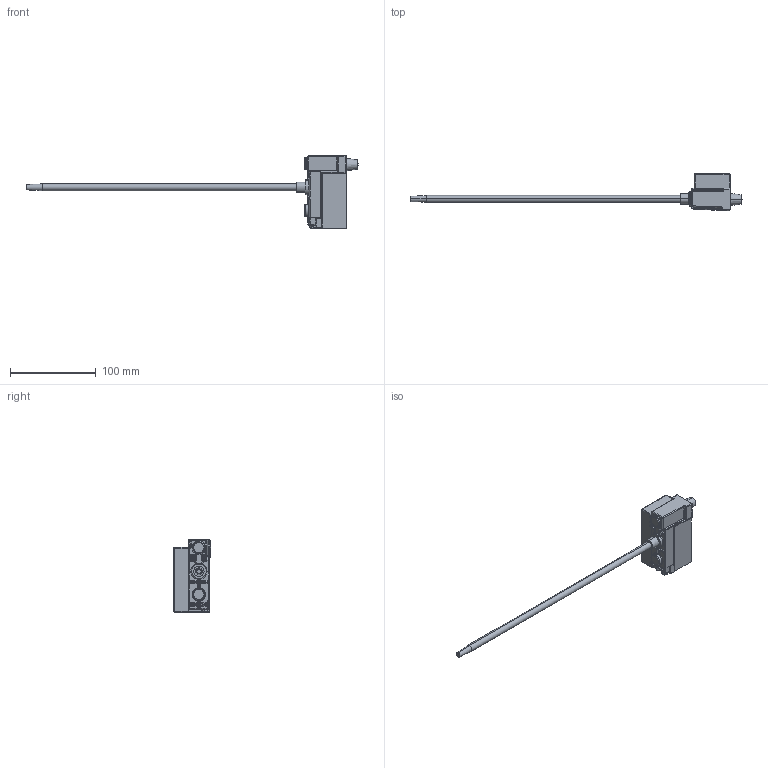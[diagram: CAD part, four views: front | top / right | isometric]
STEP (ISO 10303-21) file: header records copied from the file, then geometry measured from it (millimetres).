
FILE_DESCRIPTION (( 'STEP AP203' ), '1' );
FILE_NAME ('TH160 Termostat stonkovy.STEP', '2013-02-20T11:22:11', ( 'Uzivatel' ), ( 'HP' ), 'SwSTEP 2.0', 'SolidWorks 2012', '' );
FILE_SCHEMA (( 'CONFIG_CONTROL_DESIGN' ));
Length unit declared in the file: millimetre
Products named in the file (1): TH160 Termostat stonkovy
Bounding box: 386.76 x 43.46 x 84 mm (x, y, z)
Volume: 158666.8 mm3; surface area: 38167.8 mm2
Topology: 5 solids, 5 shells, 278 faces, 626 edges, 334 vertices
Faces by surface type: cylinder 126, plane 60, sphere 40, torus 30, bspline 18, cone 4
Entity records: 8189 total; most frequent: CARTESIAN_POINT 2248, DIRECTION 1304, ORIENTED_EDGE 1196, EDGE_CURVE 598, AXIS2_PLACEMENT_3D 526, VERTEX_POINT 334, EDGE_LOOP 282, ADVANCED_FACE 278
